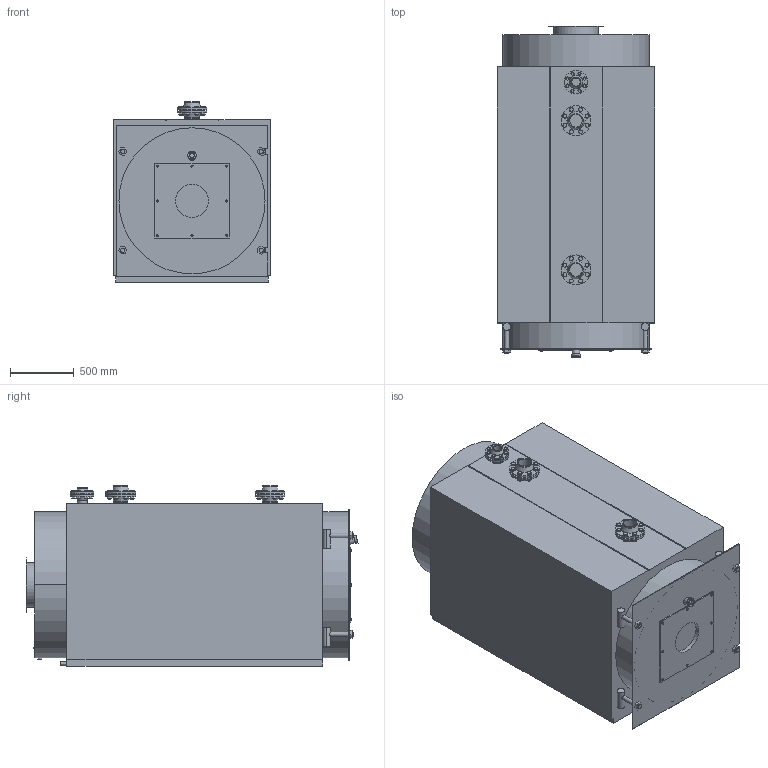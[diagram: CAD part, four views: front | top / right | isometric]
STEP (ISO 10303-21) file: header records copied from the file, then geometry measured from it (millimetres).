
FILE_DESCRIPTION(/* description */ (''),/* implementation_level */ '2;1');
FILE_NAME(/* name */ 'KPG-810 (3D).stp',/* time_stamp */ '2020-11-25T19:53:42+03:00',/* author */ ('Пользователь'),/* organization */ (''),/* preprocessor_version */ 'ST-DEVELOPER v18',/* originating_system */ 'Autodesk Inventor 2020',/* authorisation */ '');
FILE_SCHEMA (('AUTOMOTIVE_DESIGN { 1 0 10303 214 3 1 1 }'));
Length unit declared in the file: millimetre
Products named in the file (10): 810; 810_1; FC-100DN; ISO 7005-2 Фланец приварной 
с буртиком, тип 
11 - ISO PN 25 Чугун с шаровидным 
графитом DN100; AS 1110 - M20 x 65; AS 1112 - M20  Тип 10; FC-65DN; ISO 7005-2 Фланец приварной 
с буртиком, тип 
11 - ISO PN 25 Чугун с шаровидным 
графитом DN65; AS 1110 - M16 x 55; AS 1112 - M16  Тип 10
Assembly tree (40 placements, depth 3):
  810
    810_1
    FC-100DN  x2
      ISO 7005-2 Фланец приварной 
с буртиком, тип 
11 - ISO PN 25 Чугун с шаровидным 
графитом DN100
      AS 1110 - M20 x 65
      AS 1112 - M20  Тип 10
    FC-65DN
      ISO 7005-2 Фланец приварной 
с буртиком, тип 
11 - ISO PN 25 Чугун с шаровидным 
графитом DN65  x2
      AS 1110 - M16 x 55  x8
      AS 1112 - M16  Тип 10  x8
Bounding box: 1240 x 2612.59 x 1419 mm (x, y, z)
Volume: 3691561398.8 mm3; surface area: 17203642.7 mm2
Topology: 60 solids, 70 shells, 1476 faces, 3310 edges, 2049 vertices
Faces by surface type: plane 773, cone 510, cylinder 193
Full cylindrical faces by diameter (mm): 12 x10, 13.835 x8, 16 x8, 17.294 x16, 19 x16, 20 x17, 23 x32, 24 x8, 26.8 x1, 30 x16, 34 x8, 40 x3, 57 x1, 65 x3, 76 x1, 77 x2, 100 x4, 108 x2, 112 x4, 118 x2, 156 x4, 185 x2, 235 x4, 260 x1, 344 x1, 350 x1, 430 x1, 1150 x1
Entity records: 11443 total; most frequent: CARTESIAN_POINT 2239, DIRECTION 1891, ORIENTED_EDGE 1720, EDGE_CURVE 860, AXIS2_PLACEMENT_3D 687, VERTEX_POINT 579, LINE 517, VECTOR 517
